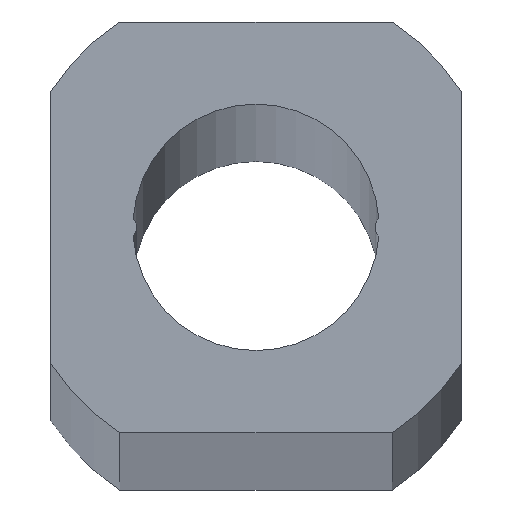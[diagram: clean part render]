
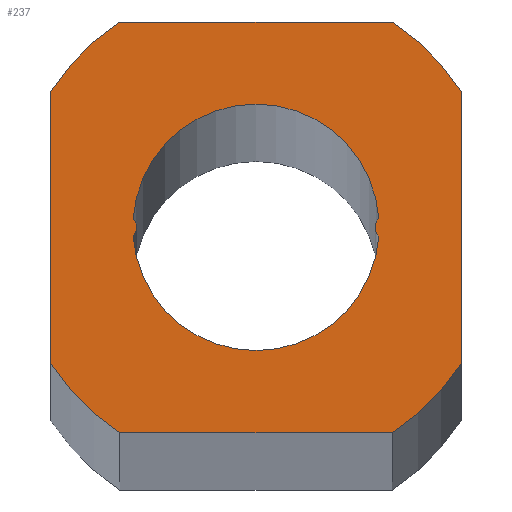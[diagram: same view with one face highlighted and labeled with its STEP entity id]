
A CAD part, top view. The second image highlights one B-rep face of the part: STEP entity #237.
In plain terms, the highlighted planar face has unit normal (0, 0, 1).
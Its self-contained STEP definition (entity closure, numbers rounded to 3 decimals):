
#5 = EDGE_LOOP ( 'NONE', ( #505, #147, #213, #115, #101, #535, #245, #70 ) ) ;
#8 = CARTESIAN_POINT ( 'NONE',  ( 0., 0., 400. ) ) ;
#9 = EDGE_CURVE ( 'NONE', #263, #108, #292, .T. ) ;
#17 = EDGE_CURVE ( 'NONE', #173, #454, #201, .T. ) ;
#24 = DIRECTION ( 'NONE',  ( 0., 0., 1. ) ) ;
#32 = CARTESIAN_POINT ( 'NONE',  ( 0., 0., 400. ) ) ;
#49 = DIRECTION ( 'NONE',  ( 1., 0., 0. ) ) ;
#54 = CARTESIAN_POINT ( 'NONE',  ( 1.658, -2.5, 400. ) ) ;
#56 = DIRECTION ( 'NONE',  ( -1., 0., 0. ) ) ;
#58 = DIRECTION ( 'NONE',  ( 0., 0., 1. ) ) ;
#59 = AXIS2_PLACEMENT_3D ( 'NONE', #204, #129, #288 ) ;
#66 = DIRECTION ( 'NONE',  ( 0., 0., -1. ) ) ;
#70 = ORIENTED_EDGE ( 'NONE', *, *, #367, .T. ) ;
#72 = ORIENTED_EDGE ( 'NONE', *, *, #9, .F. ) ;
#74 = DIRECTION ( 'NONE',  ( 1., 0., 0. ) ) ;
#75 = DIRECTION ( 'NONE',  ( 1., 0., 0. ) ) ;
#76 = LINE ( 'NONE', #54, #176 ) ;
#79 = EDGE_CURVE ( 'NONE', #149, #173, #241, .T. ) ;
#87 = DIRECTION ( 'NONE',  ( 0., 0., -1. ) ) ;
#88 = CARTESIAN_POINT ( 'NONE',  ( 1.658, 2.5, 400. ) ) ;
#99 = AXIS2_PLACEMENT_3D ( 'NONE', #266, #407, #75 ) ;
#101 = ORIENTED_EDGE ( 'NONE', *, *, #415, .T. ) ;
#103 = FACE_BOUND ( 'NONE', #397, .T. ) ;
#105 = VERTEX_POINT ( 'NONE', #404 ) ;
#108 = VERTEX_POINT ( 'NONE', #537 ) ;
#109 = AXIS2_PLACEMENT_3D ( 'NONE', #142, #222, #49 ) ;
#111 = CARTESIAN_POINT ( 'NONE',  ( -1.658, 2.5, 400. ) ) ;
#115 = ORIENTED_EDGE ( 'NONE', *, *, #401, .T. ) ;
#119 = VERTEX_POINT ( 'NONE', #279 ) ;
#124 = CARTESIAN_POINT ( 'NONE',  ( 1.6, 0., 400. ) ) ;
#129 = DIRECTION ( 'NONE',  ( 0., 0., 1. ) ) ;
#132 = CIRCLE ( 'NONE', #109, 3. ) ;
#135 = DIRECTION ( 'NONE',  ( 0., 0., 1. ) ) ;
#139 = CIRCLE ( 'NONE', #518, 0.15 ) ;
#142 = CARTESIAN_POINT ( 'NONE',  ( 0., 0., 400. ) ) ;
#147 = ORIENTED_EDGE ( 'NONE', *, *, #17, .T. ) ;
#149 = VERTEX_POINT ( 'NONE', #175 ) ;
#158 = AXIS2_PLACEMENT_3D ( 'NONE', #8, #58, #74 ) ;
#166 = CARTESIAN_POINT ( 'NONE',  ( 2.5, 1.658, 400. ) ) ;
#170 = AXIS2_PLACEMENT_3D ( 'NONE', #32, #24, #359 ) ;
#173 = VERTEX_POINT ( 'NONE', #88 ) ;
#175 = CARTESIAN_POINT ( 'NONE',  ( 2.5, 1.658, 400. ) ) ;
#176 = VECTOR ( 'NONE', #236, 1000. ) ;
#183 = CARTESIAN_POINT ( 'NONE',  ( 1.496, 0.108, 400. ) ) ;
#184 = AXIS2_PLACEMENT_3D ( 'NONE', #260, #135, #191 ) ;
#191 = DIRECTION ( 'NONE',  ( 1., 0., 0. ) ) ;
#196 = DIRECTION ( 'NONE',  ( -1., 0., 0. ) ) ;
#198 = DIRECTION ( 'NONE',  ( 0., 0., -1. ) ) ;
#201 = LINE ( 'NONE', #399, #306 ) ;
#203 = DIRECTION ( 'NONE',  ( 0., 1., 0. ) ) ;
#204 = CARTESIAN_POINT ( 'NONE',  ( 0., 0., 400. ) ) ;
#207 = EDGE_CURVE ( 'NONE', #108, #218, #325, .T. ) ;
#213 = ORIENTED_EDGE ( 'NONE', *, *, #278, .T. ) ;
#218 = VERTEX_POINT ( 'NONE', #371 ) ;
#222 = DIRECTION ( 'NONE',  ( 0., 0., 1. ) ) ;
#234 = ORIENTED_EDGE ( 'NONE', *, *, #239, .F. ) ;
#236 = DIRECTION ( 'NONE',  ( 1., 0., 0. ) ) ;
#237 = ADVANCED_FACE ( 'NONE', ( #341, #103 ), #344, .T. ) ;
#239 = EDGE_CURVE ( 'NONE', #321, #263, #255, .T. ) ;
#241 = CIRCLE ( 'NONE', #59, 3. ) ;
#245 = ORIENTED_EDGE ( 'NONE', *, *, #464, .T. ) ;
#251 = AXIS2_PLACEMENT_3D ( 'NONE', #372, #87, #436 ) ;
#254 = CARTESIAN_POINT ( 'NONE',  ( 1.658, -2.5, 400. ) ) ;
#255 = CIRCLE ( 'NONE', #184, 1.5 ) ;
#260 = CARTESIAN_POINT ( 'NONE',  ( 0., 0., 400. ) ) ;
#263 = VERTEX_POINT ( 'NONE', #435 ) ;
#266 = CARTESIAN_POINT ( 'NONE',  ( 0., 0., 400. ) ) ;
#271 = VERTEX_POINT ( 'NONE', #340 ) ;
#278 = EDGE_CURVE ( 'NONE', #454, #105, #425, .T. ) ;
#279 = CARTESIAN_POINT ( 'NONE',  ( 2.5, -1.658, 400. ) ) ;
#282 = VECTOR ( 'NONE', #203, 1000. ) ;
#287 = CARTESIAN_POINT ( 'NONE',  ( 0., 0., 400. ) ) ;
#288 = DIRECTION ( 'NONE',  ( 1., 0., 0. ) ) ;
#292 = CIRCLE ( 'NONE', #251, 0.15 ) ;
#294 = ORIENTED_EDGE ( 'NONE', *, *, #329, .F. ) ;
#300 = DIRECTION ( 'NONE',  ( 0., 0., 1. ) ) ;
#303 = VERTEX_POINT ( 'NONE', #536 ) ;
#306 = VECTOR ( 'NONE', #56, 1000. ) ;
#311 = DIRECTION ( 'NONE',  ( 0., -1., 0. ) ) ;
#314 = CIRCLE ( 'NONE', #468, 0.15 ) ;
#321 = VERTEX_POINT ( 'NONE', #183 ) ;
#325 = CIRCLE ( 'NONE', #538, 1.5 ) ;
#329 = EDGE_CURVE ( 'NONE', #303, #321, #139, .T. ) ;
#331 = EDGE_CURVE ( 'NONE', #218, #303, #314, .T. ) ;
#332 = CIRCLE ( 'NONE', #170, 3. ) ;
#340 = CARTESIAN_POINT ( 'NONE',  ( -2.5, -1.658, 400. ) ) ;
#341 = FACE_OUTER_BOUND ( 'NONE', #5, .T. ) ;
#344 = PLANE ( 'NONE',  #158 ) ;
#348 = DIRECTION ( 'NONE',  ( 1., 0., 0. ) ) ;
#356 = LINE ( 'NONE', #166, #282 ) ;
#359 = DIRECTION ( 'NONE',  ( 1., 0., 0. ) ) ;
#367 = EDGE_CURVE ( 'NONE', #119, #149, #356, .T. ) ;
#371 = CARTESIAN_POINT ( 'NONE',  ( 1.496, -0.108, 400. ) ) ;
#372 = CARTESIAN_POINT ( 'NONE',  ( -1.6, 0., 400. ) ) ;
#384 = VERTEX_POINT ( 'NONE', #254 ) ;
#397 = EDGE_LOOP ( 'NONE', ( #234, #294, #481, #514, #72 ) ) ;
#399 = CARTESIAN_POINT ( 'NONE',  ( 0., 2.5, 400. ) ) ;
#401 = EDGE_CURVE ( 'NONE', #105, #271, #459, .T. ) ;
#404 = CARTESIAN_POINT ( 'NONE',  ( -2.5, 1.658, 400. ) ) ;
#407 = DIRECTION ( 'NONE',  ( 0., 0., 1. ) ) ;
#415 = EDGE_CURVE ( 'NONE', #271, #446, #332, .T. ) ;
#425 = CIRCLE ( 'NONE', #99, 3. ) ;
#426 = CARTESIAN_POINT ( 'NONE',  ( 1.6, 0., 400. ) ) ;
#435 = CARTESIAN_POINT ( 'NONE',  ( -1.496, 0.108, 400. ) ) ;
#436 = DIRECTION ( 'NONE',  ( 1., 0., 0. ) ) ;
#446 = VERTEX_POINT ( 'NONE', #517 ) ;
#454 = VERTEX_POINT ( 'NONE', #111 ) ;
#459 = LINE ( 'NONE', #499, #512 ) ;
#464 = EDGE_CURVE ( 'NONE', #384, #119, #132, .T. ) ;
#468 = AXIS2_PLACEMENT_3D ( 'NONE', #124, #198, #553 ) ;
#481 = ORIENTED_EDGE ( 'NONE', *, *, #331, .F. ) ;
#489 = EDGE_CURVE ( 'NONE', #446, #384, #76, .T. ) ;
#499 = CARTESIAN_POINT ( 'NONE',  ( -2.5, -1.658, 400. ) ) ;
#505 = ORIENTED_EDGE ( 'NONE', *, *, #79, .T. ) ;
#512 = VECTOR ( 'NONE', #311, 1000. ) ;
#514 = ORIENTED_EDGE ( 'NONE', *, *, #207, .F. ) ;
#517 = CARTESIAN_POINT ( 'NONE',  ( -1.658, -2.5, 400. ) ) ;
#518 = AXIS2_PLACEMENT_3D ( 'NONE', #426, #66, #196 ) ;
#535 = ORIENTED_EDGE ( 'NONE', *, *, #489, .T. ) ;
#536 = CARTESIAN_POINT ( 'NONE',  ( 1.45, 0., 400. ) ) ;
#537 = CARTESIAN_POINT ( 'NONE',  ( -1.496, -0.108, 400. ) ) ;
#538 = AXIS2_PLACEMENT_3D ( 'NONE', #287, #300, #348 ) ;
#553 = DIRECTION ( 'NONE',  ( -1., 0., 0. ) ) ;
